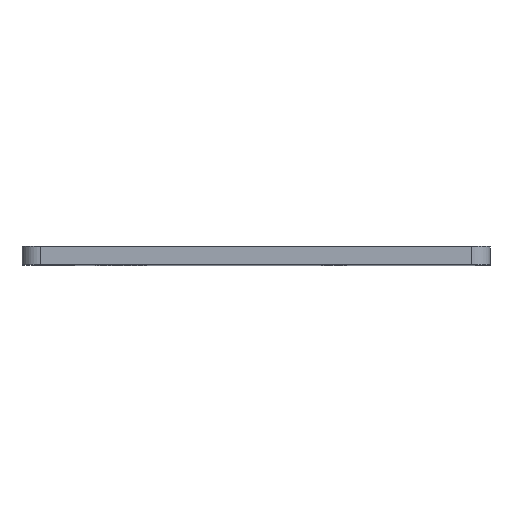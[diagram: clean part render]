
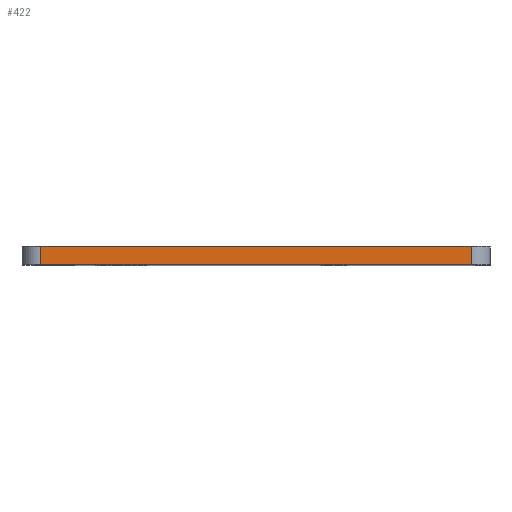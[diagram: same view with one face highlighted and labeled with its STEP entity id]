
A CAD part, top view. The second image highlights one B-rep face of the part: STEP entity #422.
In plain terms, the highlighted planar face has unit normal (0, 0, 1).
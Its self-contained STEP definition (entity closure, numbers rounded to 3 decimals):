
#1 = VERTEX_POINT ( 'NONE', #258 ) ;
#6 = DIRECTION ( 'NONE',  ( 0., 1., 0. ) ) ;
#12 = VECTOR ( 'NONE', #534, 1000. ) ;
#36 = LINE ( 'NONE', #123, #343 ) ;
#43 = ORIENTED_EDGE ( 'NONE', *, *, #160, .F. ) ;
#68 = CARTESIAN_POINT ( 'NONE',  ( 95., 0., 18. ) ) ;
#71 = EDGE_CURVE ( 'NONE', #171, #346, #554, .T. ) ;
#101 = VERTEX_POINT ( 'NONE', #393 ) ;
#123 = CARTESIAN_POINT ( 'NONE',  ( 22., 0., 18. ) ) ;
#130 = CARTESIAN_POINT ( 'NONE',  ( 95., 3., 18. ) ) ;
#160 = EDGE_CURVE ( 'NONE', #1, #346, #510, .T. ) ;
#170 = VECTOR ( 'NONE', #238, 1000. ) ;
#171 = VERTEX_POINT ( 'NONE', #68 ) ;
#198 = EDGE_CURVE ( 'NONE', #101, #171, #36, .T. ) ;
#238 = DIRECTION ( 'NONE',  ( 1., 0., 0. ) ) ;
#256 = VECTOR ( 'NONE', #6, 1000. ) ;
#258 = CARTESIAN_POINT ( 'NONE',  ( 25., 3., 18. ) ) ;
#268 = ORIENTED_EDGE ( 'NONE', *, *, #198, .T. ) ;
#286 = FACE_OUTER_BOUND ( 'NONE', #357, .T. ) ;
#291 = PLANE ( 'NONE',  #502 ) ;
#294 = CARTESIAN_POINT ( 'NONE',  ( 22., 0., 18. ) ) ;
#316 = LINE ( 'NONE', #705, #12 ) ;
#343 = VECTOR ( 'NONE', #566, 1000. ) ;
#346 = VERTEX_POINT ( 'NONE', #130 ) ;
#357 = EDGE_LOOP ( 'NONE', ( #43, #649, #268, #449 ) ) ;
#393 = CARTESIAN_POINT ( 'NONE',  ( 25., 0., 18. ) ) ;
#397 = CARTESIAN_POINT ( 'NONE',  ( 22., 3., 18. ) ) ;
#422 = ADVANCED_FACE ( 'NONE', ( #286 ), #291, .T. ) ;
#449 = ORIENTED_EDGE ( 'NONE', *, *, #71, .T. ) ;
#456 = DIRECTION ( 'NONE',  ( 1., 0., 0. ) ) ;
#490 = CARTESIAN_POINT ( 'NONE',  ( 95., 0., 18. ) ) ;
#502 = AXIS2_PLACEMENT_3D ( 'NONE', #294, #578, #456 ) ;
#510 = LINE ( 'NONE', #397, #170 ) ;
#534 = DIRECTION ( 'NONE',  ( 0., -1., 0. ) ) ;
#554 = LINE ( 'NONE', #490, #256 ) ;
#566 = DIRECTION ( 'NONE',  ( 1., 0., 0. ) ) ;
#568 = EDGE_CURVE ( 'NONE', #1, #101, #316, .T. ) ;
#578 = DIRECTION ( 'NONE',  ( 0., 0., 1. ) ) ;
#649 = ORIENTED_EDGE ( 'NONE', *, *, #568, .T. ) ;
#705 = CARTESIAN_POINT ( 'NONE',  ( 25., 0., 18. ) ) ;
